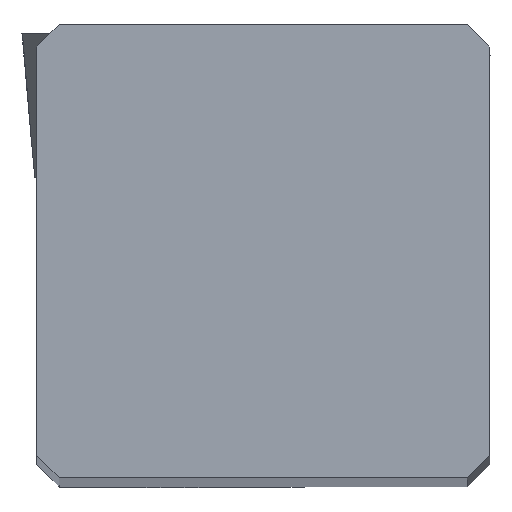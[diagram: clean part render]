
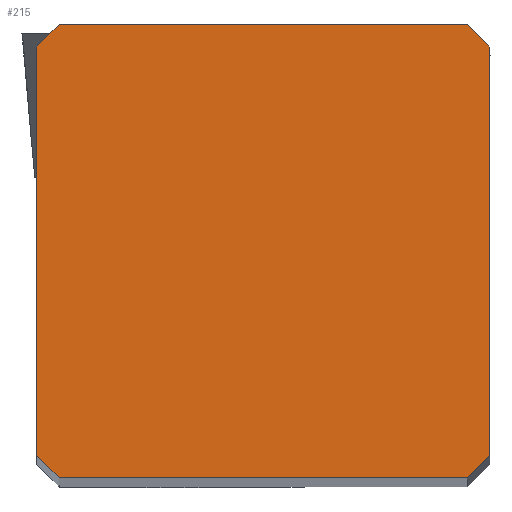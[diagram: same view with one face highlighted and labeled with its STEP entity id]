
A CAD part, top view. The second image highlights one B-rep face of the part: STEP entity #215.
In plain terms, the highlighted planar face has unit normal (0, 0, 1).
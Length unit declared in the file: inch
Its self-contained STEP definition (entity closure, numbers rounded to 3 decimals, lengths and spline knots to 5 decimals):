
#136=FACE_OUTER_BOUND('',#343,.T.);
#215=ADVANCED_FACE('',(#136),#285,.T.);
#285=PLANE('',#1702);
#343=EDGE_LOOP('',(#533,#534,#535,#536,#537,#538,#539,#540));
#533=ORIENTED_EDGE('',*,*,#1069,.F.);
#534=ORIENTED_EDGE('',*,*,#1070,.F.);
#535=ORIENTED_EDGE('',*,*,#1034,.F.);
#536=ORIENTED_EDGE('',*,*,#1071,.F.);
#537=ORIENTED_EDGE('',*,*,#1072,.T.);
#538=ORIENTED_EDGE('',*,*,#1073,.F.);
#539=ORIENTED_EDGE('',*,*,#1074,.T.);
#540=ORIENTED_EDGE('',*,*,#1075,.F.);
#873=VERTEX_POINT('',#2393);
#874=VERTEX_POINT('',#2395);
#898=VERTEX_POINT('',#2453);
#903=VERTEX_POINT('',#2479);
#904=VERTEX_POINT('',#2484);
#905=VERTEX_POINT('',#2486);
#906=VERTEX_POINT('',#2488);
#907=VERTEX_POINT('',#2490);
#1034=EDGE_CURVE('',#873,#874,#1376,.T.);
#1069=EDGE_CURVE('',#903,#898,#1398,.T.);
#1070=EDGE_CURVE('',#874,#903,#1399,.T.);
#1071=EDGE_CURVE('',#904,#873,#1400,.T.);
#1072=EDGE_CURVE('',#904,#905,#1401,.T.);
#1073=EDGE_CURVE('',#906,#905,#1402,.T.);
#1074=EDGE_CURVE('',#906,#907,#1403,.T.);
#1075=EDGE_CURVE('',#898,#907,#1404,.T.);
#1376=LINE('',#2394,#1494);
#1398=LINE('',#2480,#1516);
#1399=LINE('',#2482,#1517);
#1400=LINE('',#2483,#1518);
#1401=LINE('',#2485,#1519);
#1402=LINE('',#2487,#1520);
#1403=LINE('',#2489,#1521);
#1404=LINE('',#2491,#1522);
#1494=VECTOR('',#1940,1.);
#1516=VECTOR('',#1996,1.);
#1517=VECTOR('',#1999,1.);
#1518=VECTOR('',#2000,1.);
#1519=VECTOR('',#2001,1.);
#1520=VECTOR('',#2002,1.);
#1521=VECTOR('',#2003,1.);
#1522=VECTOR('',#2004,1.);
#1702=AXIS2_PLACEMENT_3D('',#2492,#2005,#2006);
#1940=DIRECTION('',(-1.,0.,0.));
#1996=DIRECTION('',(0.,1.,0.));
#1999=DIRECTION('',(-0.707,0.707,0.));
#2000=DIRECTION('',(-0.707,-0.707,0.));
#2001=DIRECTION('',(0.,1.,0.));
#2002=DIRECTION('',(0.707,-0.707,0.));
#2003=DIRECTION('',(-1.,0.,0.));
#2004=DIRECTION('',(0.707,0.707,0.));
#2005=DIRECTION('',(0.,0.,1.));
#2006=DIRECTION('',(1.,0.,0.));
#2393=CARTESIAN_POINT('',(-0.01969,0.,0.));
#2394=CARTESIAN_POINT('',(-0.01969,0.,0.));
#2395=CARTESIAN_POINT('',(-0.37402,0.,0.));
#2453=CARTESIAN_POINT('',(-0.3937,0.37402,0.));
#2479=CARTESIAN_POINT('',(-0.3937,0.01969,0.));
#2480=CARTESIAN_POINT('',(-0.3937,0.01969,0.));
#2482=CARTESIAN_POINT('',(-0.37402,0.,0.));
#2483=CARTESIAN_POINT('',(0.,0.01969,0.));
#2484=CARTESIAN_POINT('',(0.,0.01969,0.));
#2485=CARTESIAN_POINT('',(0.,0.01969,0.));
#2486=CARTESIAN_POINT('',(0.,0.37402,0.));
#2487=CARTESIAN_POINT('',(-0.01969,0.3937,0.));
#2488=CARTESIAN_POINT('',(-0.01969,0.3937,0.));
#2489=CARTESIAN_POINT('',(-0.01969,0.3937,0.));
#2490=CARTESIAN_POINT('',(-0.37402,0.3937,0.));
#2491=CARTESIAN_POINT('',(-0.3937,0.37402,0.));
#2492=CARTESIAN_POINT('',(-0.19685,0.19685,0.));
